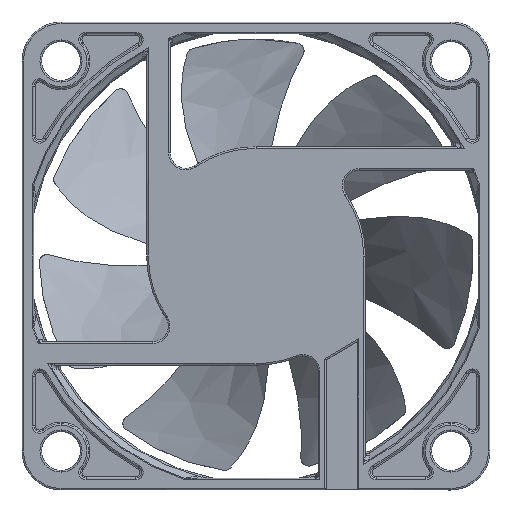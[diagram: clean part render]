
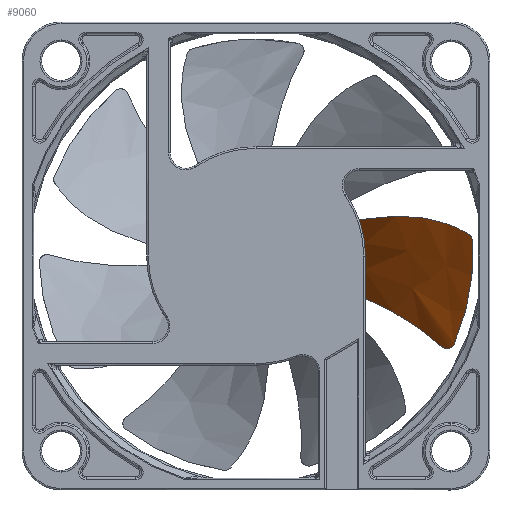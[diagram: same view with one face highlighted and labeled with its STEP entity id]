
A CAD part, front view. The second image highlights one B-rep face of the part: STEP entity #9060.
In plain terms, the highlighted free-form (B-spline) face has degree [3, 3] with [4, 4] control points.
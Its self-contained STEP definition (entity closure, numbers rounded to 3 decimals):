
#81 = CARTESIAN_POINT ( 'NONE',  ( 13.073, 12.5, -5.009 ) ) ;
#142 = VERTEX_POINT ( 'NONE', #1692 ) ;
#184 = CARTESIAN_POINT ( 'NONE',  ( 19.576, 0.5, 5.765 ) ) ;
#287 = CARTESIAN_POINT ( 'NONE',  ( 14.001, 6.121, 0.368 ) ) ;
#446 = CARTESIAN_POINT ( 'NONE',  ( 27.725, 0.892, 2.035 ) ) ;
#835 = VERTEX_POINT ( 'NONE', #2878 ) ;
#903 = CARTESIAN_POINT ( 'NONE',  ( 11., 4.754, 1.782 ) ) ;
#1188 = CARTESIAN_POINT ( 'NONE',  ( 23.816, 12.5, -11.621 ) ) ;
#1607 = B_SPLINE_CURVE_WITH_KNOTS ( 'NONE', 3,
 ( #10065, #8374, #18337, #81 ),
 .UNSPECIFIED., .F., .F.,
 ( 4, 4 ),
 ( 0.45, 0.935 ),
 .UNSPECIFIED. ) ;
#1613 = CARTESIAN_POINT ( 'NONE',  ( 27.709, 4.362, -2.517 ) ) ;
#1692 = CARTESIAN_POINT ( 'NONE',  ( 25.404, 11.338, -11.29 ) ) ;
#1814 = FACE_OUTER_BOUND ( 'NONE', #11222, .T. ) ;
#1961 = CARTESIAN_POINT ( 'NONE',  ( 13.914, 4.623, 1.604 ) ) ;
#1995 = CARTESIAN_POINT ( 'NONE',  ( 23.968, 0.5, 4.774 ) ) ;
#2371 = CARTESIAN_POINT ( 'NONE',  ( 25.044, 11.829, -11.729 ) ) ;
#2456 = CARTESIAN_POINT ( 'NONE',  ( 13.073, 12.5, -5.009 ) ) ;
#2568 = CARTESIAN_POINT ( 'NONE',  ( 24.994, 5.063, -1.001 ) ) ;
#2576 = VERTEX_POINT ( 'NONE', #17945 ) ;
#2878 = CARTESIAN_POINT ( 'NONE',  ( 13.204, 0.5, 4.653 ) ) ;
#3123 = CARTESIAN_POINT ( 'NONE',  ( 27.725, 0.892, 2.035 ) ) ;
#3306 = CARTESIAN_POINT ( 'NONE',  ( 27.188, 6.952, -5.913 ) ) ;
#3437 = EDGE_CURVE ( 'NONE', #8280, #17757, #1607, .T. ) ;
#3575 = CARTESIAN_POINT ( 'NONE',  ( 13.073, 12.5, -5.009 ) ) ;
#3636 = CARTESIAN_POINT ( 'NONE',  ( 13.654, 2.596, 3.197 ) ) ;
#3710 = CARTESIAN_POINT ( 'NONE',  ( 27.393, 0.5, 2.729 ) ) ;
#3729 = EDGE_CURVE ( 'NONE', #142, #8280, #11520, .T. ) ;
#4052 = CARTESIAN_POINT ( 'NONE',  ( 24.701, 12.122, -11.864 ) ) ;
#4236 = CARTESIAN_POINT ( 'NONE',  ( 11., 8.771, -1.032 ) ) ;
#4949 = CARTESIAN_POINT ( 'NONE',  ( 26.255, 9.555, -9.211 ) ) ;
#5010 = B_SPLINE_CURVE_WITH_KNOTS ( 'NONE', 3,
 ( #10316, #184, #1995, #13671 ),
 .UNSPECIFIED., .F., .F.,
 ( 4, 4 ),
 ( 0.094, 0.933 ),
 .UNSPECIFIED. ) ;
#5296 = CARTESIAN_POINT ( 'NONE',  ( 13.204, 0.5, 4.653 ) ) ;
#5714 = CARTESIAN_POINT ( 'NONE',  ( 24.467, 12.279, -11.886 ) ) ;
#5810 = VERTEX_POINT ( 'NONE', #3123 ) ;
#5914 = CARTESIAN_POINT ( 'NONE',  ( 25.679, 9.087, -7.322 ) ) ;
#6091 = CARTESIAN_POINT ( 'NONE',  ( 25.344, 11.458, -11.425 ) ) ;
#6619 = CARTESIAN_POINT ( 'NONE',  ( 25.404, 11.338, -11.29 ) ) ;
#6739 = B_SPLINE_CURVE_WITH_KNOTS ( 'NONE', 3,
 ( #7040, #3710, #8727, #20358, #10419, #446 ),
 .UNSPECIFIED., .F., .F.,
 ( 4, 2, 4 ),
 ( 0., 0.001, 0.001 ),
 .UNSPECIFIED. ) ;
#7040 = CARTESIAN_POINT ( 'NONE',  ( 27.241, 0.5, 2.82 ) ) ;
#7405 = CARTESIAN_POINT ( 'NONE',  ( 24.132, 12.447, -11.833 ) ) ;
#7518 = CARTESIAN_POINT ( 'NONE',  ( 19.125, 0.5, 6.101 ) ) ;
#7583 = CARTESIAN_POINT ( 'NONE',  ( 11., 12.5, -4.201 ) ) ;
#8280 = VERTEX_POINT ( 'NONE', #1188 ) ;
#8374 = CARTESIAN_POINT ( 'NONE',  ( 21.463, 12.5, -9.469 ) ) ;
#8579 = CARTESIAN_POINT ( 'NONE',  ( 13.608, 10.546, -3.396 ) ) ;
#8727 = CARTESIAN_POINT ( 'NONE',  ( 27.515, 0.544, 2.6 ) ) ;
#8970 = ORIENTED_EDGE ( 'NONE', *, *, #14725, .F. ) ;
#8983 = EDGE_CURVE ( 'NONE', #835, #2576, #5010, .T. ) ;
#9060 = ADVANCED_FACE ( 'NONE', ( #1814 ), #12760, .T. ) ;
#9076 = CARTESIAN_POINT ( 'NONE',  ( 23.816, 12.5, -11.621 ) ) ;
#9243 = EDGE_CURVE ( 'NONE', #5810, #142, #16052, .T. ) ;
#9268 = CARTESIAN_POINT ( 'NONE',  ( 26.364, 12.5, -14.029 ) ) ;
#9478 = ORIENTED_EDGE ( 'NONE', *, *, #21512, .F. ) ;
#9914 = CARTESIAN_POINT ( 'NONE',  ( 27.725, 0.892, 2.035 ) ) ;
#10065 = CARTESIAN_POINT ( 'NONE',  ( 23.816, 12.5, -11.621 ) ) ;
#10278 = CARTESIAN_POINT ( 'NONE',  ( 13.997, 7.604, -0.884 ) ) ;
#10316 = CARTESIAN_POINT ( 'NONE',  ( 13.204, 0.5, 4.653 ) ) ;
#10344 = B_SPLINE_CURVE_WITH_KNOTS ( 'NONE', 3,
 ( #3575, #18538, #8579, #20216, #10278, #287, #11960, #1961, #13633, #3636, #15320, #5296 ),
 .UNSPECIFIED., .F., .F.,
 ( 4, 2, 2, 2, 2, 4 ),
 ( 0., 0.004, 0.008, 0.01, 0.012, 0.016 ),
 .UNSPECIFIED. ) ;
#10419 = CARTESIAN_POINT ( 'NONE',  ( 27.715, 0.785, 2.175 ) ) ;
#10746 = ORIENTED_EDGE ( 'NONE', *, *, #3729, .F. ) ;
#10887 = CARTESIAN_POINT ( 'NONE',  ( 28., 0.5, 2.337 ) ) ;
#11151 = CARTESIAN_POINT ( 'NONE',  ( 25.404, 11.338, -11.29 ) ) ;
#11222 = EDGE_LOOP ( 'NONE', ( #9478, #15023, #8970, #16047, #10746, #16957 ) ) ;
#11520 = B_SPLINE_CURVE_WITH_KNOTS ( 'NONE', 3,
 ( #11151, #6091, #12369, #2371, #14060, #4052, #15722, #5714, #17378, #7405, #19036, #9076 ),
 .UNSPECIFIED., .F., .F.,
 ( 4, 2, 2, 2, 2, 4 ),
 ( 0., 0.001, 0.001, 0.001, 0.002, 0.002 ),
 .UNSPECIFIED. ) ;
#11603 = CARTESIAN_POINT ( 'NONE',  ( 27.822, 2.631, -0.241 ) ) ;
#11960 = CARTESIAN_POINT ( 'NONE',  ( 13.984, 5.624, 0.783 ) ) ;
#12369 = CARTESIAN_POINT ( 'NONE',  ( 25.258, 11.581, -11.54 ) ) ;
#12549 = CARTESIAN_POINT ( 'NONE',  ( 20.122, 4.908, 1.73 ) ) ;
#12760 = B_SPLINE_SURFACE_WITH_KNOTS ( 'NONE', 3, 3, ( 
 ( #17487, #7518, #20832, #10887 ),
 ( #903, #12549, #2568, #14253 ),
 ( #4236, #15902, #5914, #17564 ),
 ( #7583, #19219, #9268, #20901 ) ),
 .UNSPECIFIED., .F., .F., .F.,
 ( 4, 4 ),
 ( 4, 4 ),
 ( 0., 1. ),
 ( 0., 1. ),
 .UNSPECIFIED. ) ;
#13280 = CARTESIAN_POINT ( 'NONE',  ( 27.582, 5.227, -3.657 ) ) ;
#13633 = CARTESIAN_POINT ( 'NONE',  ( 13.861, 4.119, 2.009 ) ) ;
#13671 = CARTESIAN_POINT ( 'NONE',  ( 27.241, 0.5, 2.82 ) ) ;
#14060 = CARTESIAN_POINT ( 'NONE',  ( 24.918, 11.95, -11.8 ) ) ;
#14253 = CARTESIAN_POINT ( 'NONE',  ( 28., 5.217, -3.468 ) ) ;
#14725 = EDGE_CURVE ( 'NONE', #17757, #835, #10344, .T. ) ;
#14970 = CARTESIAN_POINT ( 'NONE',  ( 26.92, 7.813, -7.031 ) ) ;
#15023 = ORIENTED_EDGE ( 'NONE', *, *, #8983, .F. ) ;
#15320 = CARTESIAN_POINT ( 'NONE',  ( 13.451, 1.565, 3.953 ) ) ;
#15722 = CARTESIAN_POINT ( 'NONE',  ( 24.625, 12.177, -11.878 ) ) ;
#15902 = CARTESIAN_POINT ( 'NONE',  ( 21.12, 8.929, -3.08 ) ) ;
#16047 = ORIENTED_EDGE ( 'NONE', *, *, #3437, .F. ) ;
#16052 = B_SPLINE_CURVE_WITH_KNOTS ( 'NONE', 3,
 ( #9914, #21560, #11603, #1613, #13280, #3306, #14970, #4949, #16629, #6619 ),
 .UNSPECIFIED., .F., .F.,
 ( 4, 2, 2, 2, 4 ),
 ( 0., 0.004, 0.009, 0.013, 0.017 ),
 .UNSPECIFIED. ) ;
#16629 = CARTESIAN_POINT ( 'NONE',  ( 25.858, 10.435, -10.27 ) ) ;
#16957 = ORIENTED_EDGE ( 'NONE', *, *, #9243, .F. ) ;
#17378 = CARTESIAN_POINT ( 'NONE',  ( 24.383, 12.326, -11.881 ) ) ;
#17487 = CARTESIAN_POINT ( 'NONE',  ( 11., 0.5, 4.201 ) ) ;
#17564 = CARTESIAN_POINT ( 'NONE',  ( 28., 9.244, -9.801 ) ) ;
#17757 = VERTEX_POINT ( 'NONE', #2456 ) ;
#17945 = CARTESIAN_POINT ( 'NONE',  ( 27.241, 0.5, 2.82 ) ) ;
#18337 = CARTESIAN_POINT ( 'NONE',  ( 18.044, 12.5, -7.076 ) ) ;
#18538 = CARTESIAN_POINT ( 'NONE',  ( 13.378, 11.52, -4.214 ) ) ;
#19036 = CARTESIAN_POINT ( 'NONE',  ( 23.957, 12.5, -11.751 ) ) ;
#19219 = CARTESIAN_POINT ( 'NONE',  ( 22.117, 12.5, -8.26 ) ) ;
#20216 = CARTESIAN_POINT ( 'NONE',  ( 13.918, 8.588, -1.731 ) ) ;
#20358 = CARTESIAN_POINT ( 'NONE',  ( 27.676, 0.688, 2.32 ) ) ;
#20832 = CARTESIAN_POINT ( 'NONE',  ( 24.308, 0.5, 4.837 ) ) ;
#20901 = CARTESIAN_POINT ( 'NONE',  ( 28., 12.5, -16.535 ) ) ;
#21512 = EDGE_CURVE ( 'NONE', #2576, #5810, #6739, .T. ) ;
#21560 = CARTESIAN_POINT ( 'NONE',  ( 27.809, 1.764, 0.897 ) ) ;
